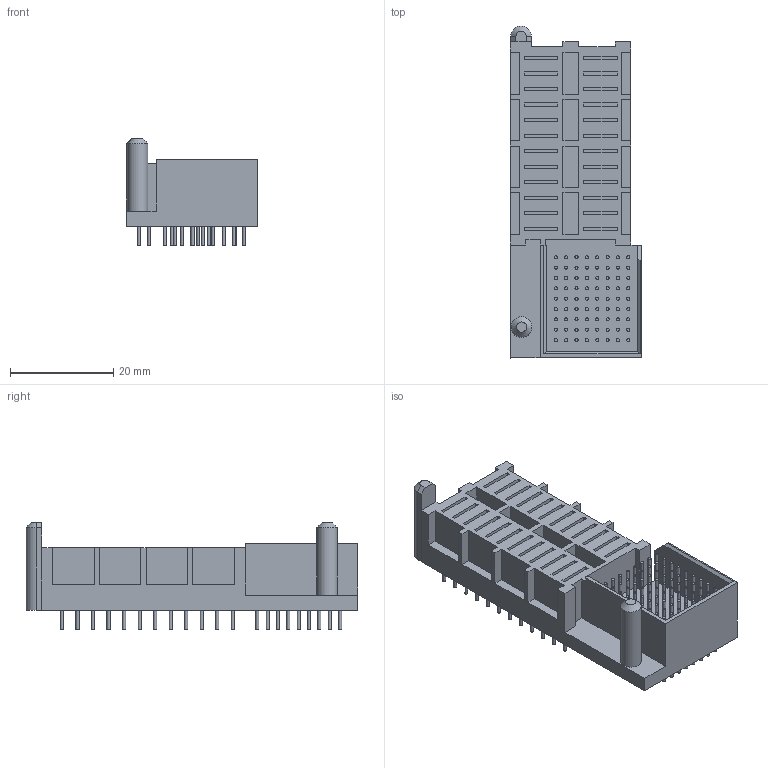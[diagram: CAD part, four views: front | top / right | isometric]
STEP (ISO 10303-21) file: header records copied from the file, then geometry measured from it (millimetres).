
FILE_DESCRIPTION(/* description */ (''),/* implementation_level */ '2;1');
FILE_NAME(/* name */ '100186635ugm000_b.stp',/* time_stamp */ '2016-09-27T09:37:12+02:00',/* author */ (''),/* organization */ (''),/* preprocessor_version */ 'ST-DEVELOPER v16',/* originating_system */ 'SIEMENS PLM Software NX 10.0',/* authorisation */ '');
FILE_SCHEMA (('AUTOMOTIVE_DESIGN { 1 0 10303 214 3 1 1 1 }'));
Length unit declared in the file: millimetre
Products named in the file (1): 100186635ugm000_b
Bounding box: 25.34 x 64.14 x 20.7 mm (x, y, z)
Volume: 12126.1 mm3; surface area: 9725.8 mm2
Topology: 1 solids, 1 shells, 697 faces, 1271 edges, 845 vertices
Faces by surface type: plane 453, cylinder 242, cone 2
Full cylindrical faces by diameter (mm): 0.6 x240, 3.98 x1
Entity records: 19378 total; most frequent: DIRECTION 2911, CARTESIAN_POINT 2572, ORIENTED_EDGE 2058, EDGE_LOOP 1208, AXIS2_PLACEMENT_3D 1184, EDGE_CURVE 1029, VERTEX_POINT 845, FACE_BOUND 757
